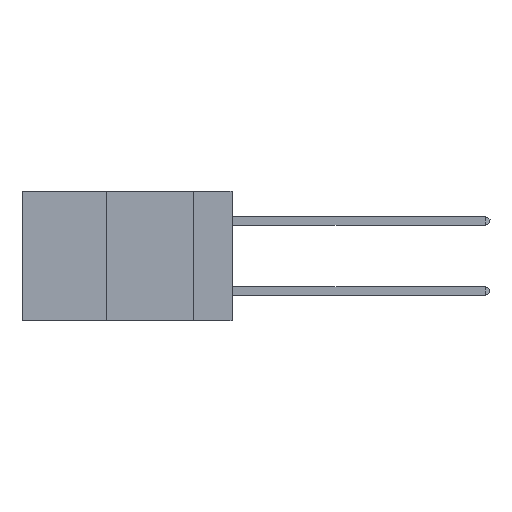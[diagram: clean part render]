
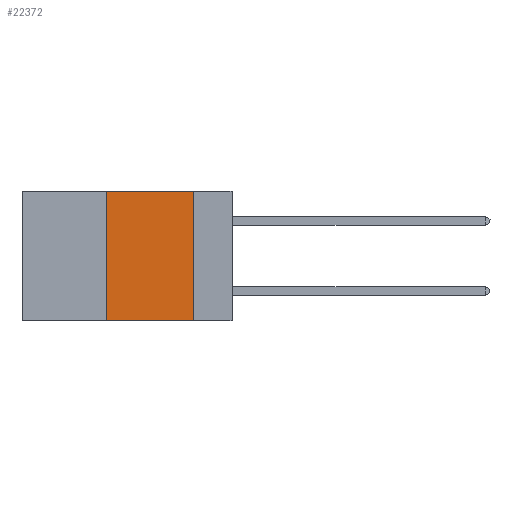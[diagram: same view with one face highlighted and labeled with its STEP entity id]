
A CAD part, left-side view. The second image highlights one B-rep face of the part: STEP entity #22372.
In plain terms, the highlighted planar face has unit normal (-1, 0, 0).
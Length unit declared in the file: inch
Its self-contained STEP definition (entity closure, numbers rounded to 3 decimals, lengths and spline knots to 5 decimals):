
#905 = VERTEX_POINT ( 'NONE', #43208 ) ;
#3563 = DIRECTION ( 'NONE',  ( 0., 0., -1. ) ) ;
#4493 = ORIENTED_EDGE ( 'NONE', *, *, #16977, .F. ) ;
#5722 = CARTESIAN_POINT ( 'NONE',  ( 0., 0.36, 0. ) ) ;
#10183 = EDGE_LOOP ( 'NONE', ( #43405, #13684, #4493, #12510 ) ) ;
#10745 = VECTOR ( 'NONE', #33694, 39.37008 ) ;
#12510 = ORIENTED_EDGE ( 'NONE', *, *, #13580, .T. ) ;
#12981 = AXIS2_PLACEMENT_3D ( 'NONE', #40247, #13447, #26946 ) ;
#13447 = DIRECTION ( 'NONE',  ( 1., 0., 0. ) ) ;
#13580 = EDGE_CURVE ( 'NONE', #42183, #35240, #30166, .T. ) ;
#13684 = ORIENTED_EDGE ( 'NONE', *, *, #38451, .F. ) ;
#15257 = DIRECTION ( 'NONE',  ( 0., -1., 0. ) ) ;
#15493 = LINE ( 'NONE', #21696, #38794 ) ;
#16838 = VECTOR ( 'NONE', #3563, 39.37008 ) ;
#16977 = EDGE_CURVE ( 'NONE', #42183, #33853, #26107, .T. ) ;
#16988 = FACE_OUTER_BOUND ( 'NONE', #10183, .T. ) ;
#19237 = DIRECTION ( 'NONE',  ( 0., 0., 1. ) ) ;
#21546 = CARTESIAN_POINT ( 'NONE',  ( 0., 0.11, -0.37 ) ) ;
#21696 = CARTESIAN_POINT ( 'NONE',  ( 0., 0.6, 0. ) ) ;
#22372 = ADVANCED_FACE ( 'NONE', ( #16988 ), #25695, .F. ) ;
#25695 = PLANE ( 'NONE',  #12981 ) ;
#26107 = LINE ( 'NONE', #5722, #27751 ) ;
#26946 = DIRECTION ( 'NONE',  ( 0., 0., -1. ) ) ;
#27739 = CARTESIAN_POINT ( 'NONE',  ( 0., 0.36, 0. ) ) ;
#27751 = VECTOR ( 'NONE', #19237, 39.37008 ) ;
#30166 = LINE ( 'NONE', #43694, #10745 ) ;
#32565 = CARTESIAN_POINT ( 'NONE',  ( 0., 0.36, -0.37 ) ) ;
#33648 = LINE ( 'NONE', #37199, #16838 ) ;
#33694 = DIRECTION ( 'NONE',  ( 0., -1., 0. ) ) ;
#33853 = VERTEX_POINT ( 'NONE', #27739 ) ;
#35240 = VERTEX_POINT ( 'NONE', #21546 ) ;
#37199 = CARTESIAN_POINT ( 'NONE',  ( 0., 0.11, 0. ) ) ;
#38147 = EDGE_CURVE ( 'NONE', #905, #35240, #33648, .T. ) ;
#38451 = EDGE_CURVE ( 'NONE', #33853, #905, #15493, .T. ) ;
#38794 = VECTOR ( 'NONE', #15257, 39.37008 ) ;
#40247 = CARTESIAN_POINT ( 'NONE',  ( 0., 0.6, 0. ) ) ;
#42183 = VERTEX_POINT ( 'NONE', #32565 ) ;
#43208 = CARTESIAN_POINT ( 'NONE',  ( 0., 0.11, 0. ) ) ;
#43405 = ORIENTED_EDGE ( 'NONE', *, *, #38147, .F. ) ;
#43694 = CARTESIAN_POINT ( 'NONE',  ( 0., 0.6, -0.37 ) ) ;
